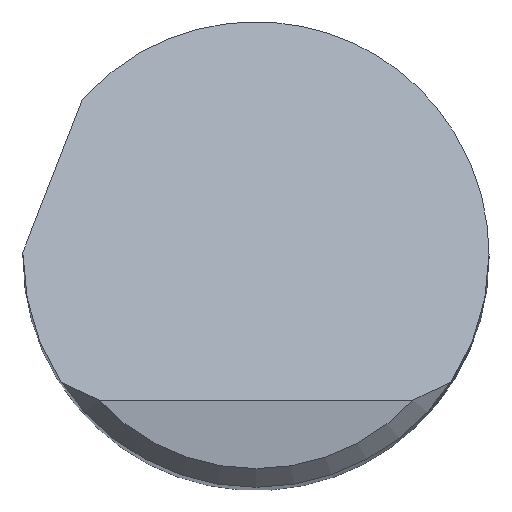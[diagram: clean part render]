
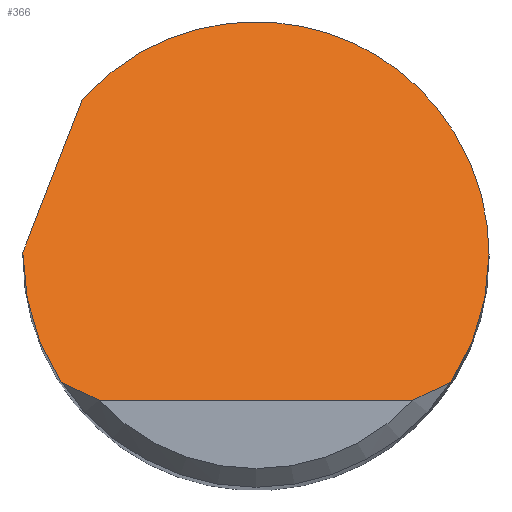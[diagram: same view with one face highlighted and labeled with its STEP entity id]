
A CAD part, top view. The second image highlights one B-rep face of the part: STEP entity #366.
In plain terms, the highlighted planar face has unit normal (0, 0.707, 0.707).
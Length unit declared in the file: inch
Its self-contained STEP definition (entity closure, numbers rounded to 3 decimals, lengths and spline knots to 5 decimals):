
#4 = CARTESIAN_POINT ( 'NONE',  ( -0.14711, -0.10785, 1.99035 ) ) ;
#12 = CARTESIAN_POINT ( 'NONE',  ( 0.12629, -0.1175, 2. ) ) ;
#69 = EDGE_CURVE ( 'NONE', #678, #507, #107, .T. ) ;
#72 = CARTESIAN_POINT ( 'NONE',  ( -0.00341, 0.27733, 1.60517 ) ) ;
#76 = CARTESIAN_POINT ( 'NONE',  ( 0., -0.1175, 2. ) ) ;
#89 = AXIS2_PLACEMENT_3D ( 'NONE', #416, #668, #113 ) ;
#93 =( BOUNDED_CURVE ( )  B_SPLINE_CURVE ( 3, ( #158, #469, #472, #601 ),
 .UNSPECIFIED., .F., .F. ) 
 B_SPLINE_CURVE_WITH_KNOTS ( ( 4, 4 ),
 ( 4.13401, 4.71239 ),
 .UNSPECIFIED. ) 
 CURVE ( )  GEOMETRIC_REPRESENTATION_ITEM ( )  RATIONAL_B_SPLINE_CURVE ( ( 1., 0.972, 0.972, 1. ) ) 
 REPRESENTATION_ITEM ( '' )  );
#97 =( BOUNDED_CURVE ( )  B_SPLINE_CURVE ( 3, ( #178, #246, #723, #411 ),
 .UNSPECIFIED., .F., .F. ) 
 B_SPLINE_CURVE_WITH_KNOTS ( ( 4, 4 ),
 ( 1.5708, 2.14917 ),
 .UNSPECIFIED. ) 
 CURVE ( )  GEOMETRIC_REPRESENTATION_ITEM ( )  RATIONAL_B_SPLINE_CURVE ( ( 1., 0.972, 0.972, 1. ) ) 
 REPRESENTATION_ITEM ( '' )  );
#107 = LINE ( 'NONE', #374, #697 ) ;
#113 = DIRECTION ( 'NONE',  ( 0., 0.707, -0.707 ) ) ;
#142 = CARTESIAN_POINT ( 'NONE',  ( -0.13971, 0.12505, 1.75745 ) ) ;
#158 = CARTESIAN_POINT ( 'NONE',  ( -0.157, -0.1025, 1.985 ) ) ;
#159 = PLANE ( 'NONE',  #89 ) ;
#165 = VECTOR ( 'NONE', #615, 39.37008 ) ;
#177 = CARTESIAN_POINT ( 'NONE',  ( -0.12629, -0.1175, 2. ) ) ;
#178 = CARTESIAN_POINT ( 'NONE',  ( 0.1875, 0., 1.8825 ) ) ;
#195 = B_SPLINE_CURVE_WITH_KNOTS ( 'NONE', 3,
 ( #818, #254, #742, #501 ),
 .UNSPECIFIED., .F., .F.,
 ( 4, 4 ),
 ( 0., 0.00095 ),
 .UNSPECIFIED. ) ;
#198 = ORIENTED_EDGE ( 'NONE', *, *, #767, .F. ) ;
#200 = VERTEX_POINT ( 'NONE', #263 ) ;
#215 = VERTEX_POINT ( 'NONE', #12 ) ;
#224 = VERTEX_POINT ( 'NONE', #599 ) ;
#246 = CARTESIAN_POINT ( 'NONE',  ( 0.1875, -0.03666, 1.91916 ) ) ;
#247 = DIRECTION ( 'NONE',  ( 0.265, 0.682, -0.682 ) ) ;
#254 = CARTESIAN_POINT ( 'NONE',  ( 0.1369, -0.11288, 1.99538 ) ) ;
#263 = CARTESIAN_POINT ( 'NONE',  ( -0.1875, 0., 1.8825 ) ) ;
#270 = CARTESIAN_POINT ( 'NONE',  ( -0.157, -0.1025, 1.985 ) ) ;
#275 = CARTESIAN_POINT ( 'NONE',  ( -0.12629, -0.1175, 2. ) ) ;
#279 = EDGE_CURVE ( 'NONE', #224, #579, #443, .T. ) ;
#305 = EDGE_CURVE ( 'NONE', #507, #547, #537, .T. ) ;
#341 = ORIENTED_EDGE ( 'NONE', *, *, #560, .T. ) ;
#366 = ADVANCED_FACE ( 'NONE', ( #798 ), #159, .F. ) ;
#367 =( BOUNDED_CURVE ( )  B_SPLINE_CURVE ( 3, ( #375, #753, #563, #618 ),
 .UNSPECIFIED., .F., .F. ) 
 B_SPLINE_CURVE_WITH_KNOTS ( ( 4, 4 ),
 ( 4.71239, 4.72306 ),
 .UNSPECIFIED. ) 
 CURVE ( )  GEOMETRIC_REPRESENTATION_ITEM ( )  RATIONAL_B_SPLINE_CURVE ( ( 1., 1., 1., 1. ) ) 
 REPRESENTATION_ITEM ( '' )  );
#374 = CARTESIAN_POINT ( 'NONE',  ( -0.23064, -0.10912, 1.99162 ) ) ;
#375 = CARTESIAN_POINT ( 'NONE',  ( -0.1875, 0., 1.8825 ) ) ;
#389 = EDGE_LOOP ( 'NONE', ( #662, #341, #700, #748, #719, #741, #198, #604 ) ) ;
#411 = CARTESIAN_POINT ( 'NONE',  ( 0.157, -0.1025, 1.985 ) ) ;
#416 = CARTESIAN_POINT ( 'NONE',  ( -0.1875, -0.1175, 2. ) ) ;
#438 = CARTESIAN_POINT ( 'NONE',  ( 0.1875, 0., 1.8825 ) ) ;
#443 = B_SPLINE_CURVE_WITH_KNOTS ( 'NONE', 3,
 ( #270, #4, #784, #275 ),
 .UNSPECIFIED., .F., .F.,
 ( 4, 4 ),
 ( 0., 0.00095 ),
 .UNSPECIFIED. ) ;
#446 = CARTESIAN_POINT ( 'NONE',  ( -0.18749, 0.002, 1.8805 ) ) ;
#455 = EDGE_CURVE ( 'NONE', #579, #215, #546, .T. ) ;
#469 = CARTESIAN_POINT ( 'NONE',  ( -0.17704, -0.0718, 1.9543 ) ) ;
#472 = CARTESIAN_POINT ( 'NONE',  ( -0.1875, -0.03666, 1.91916 ) ) ;
#481 = CARTESIAN_POINT ( 'NONE',  ( 0.157, -0.1025, 1.985 ) ) ;
#495 = VERTEX_POINT ( 'NONE', #481 ) ;
#501 = CARTESIAN_POINT ( 'NONE',  ( 0.157, -0.1025, 1.985 ) ) ;
#507 = VERTEX_POINT ( 'NONE', #679 ) ;
#535 = EDGE_CURVE ( 'NONE', #547, #495, #97, .T. ) ;
#537 =( BOUNDED_CURVE ( )  B_SPLINE_CURVE ( 3, ( #142, #72, #652, #718 ),
 .UNSPECIFIED., .F., .T. ) 
 B_SPLINE_CURVE_WITH_KNOTS ( ( 4, 4 ),
 ( 5.44247, 7.85398 ),
 .UNSPECIFIED. ) 
 CURVE ( )  GEOMETRIC_REPRESENTATION_ITEM ( )  RATIONAL_B_SPLINE_CURVE ( ( 1., 0.571, 0.571, 1. ) ) 
 REPRESENTATION_ITEM ( '' )  );
#546 = LINE ( 'NONE', #76, #165 ) ;
#547 = VERTEX_POINT ( 'NONE', #438 ) ;
#555 = EDGE_CURVE ( 'NONE', #200, #678, #367, .T. ) ;
#560 = EDGE_CURVE ( 'NONE', #215, #495, #195, .T. ) ;
#563 = CARTESIAN_POINT ( 'NONE',  ( -0.1875, 0.00133, 1.88117 ) ) ;
#579 = VERTEX_POINT ( 'NONE', #177 ) ;
#599 = CARTESIAN_POINT ( 'NONE',  ( -0.157, -0.1025, 1.985 ) ) ;
#601 = CARTESIAN_POINT ( 'NONE',  ( -0.1875, 0., 1.8825 ) ) ;
#604 = ORIENTED_EDGE ( 'NONE', *, *, #279, .T. ) ;
#615 = DIRECTION ( 'NONE',  ( 1., 0., 0. ) ) ;
#618 = CARTESIAN_POINT ( 'NONE',  ( -0.18749, 0.002, 1.8805 ) ) ;
#652 = CARTESIAN_POINT ( 'NONE',  ( 0.1875, 0.20437, 1.67813 ) ) ;
#662 = ORIENTED_EDGE ( 'NONE', *, *, #455, .T. ) ;
#668 = DIRECTION ( 'NONE',  ( 0., -0.707, -0.707 ) ) ;
#678 = VERTEX_POINT ( 'NONE', #446 ) ;
#679 = CARTESIAN_POINT ( 'NONE',  ( -0.13971, 0.12505, 1.75745 ) ) ;
#697 = VECTOR ( 'NONE', #247, 39.37008 ) ;
#700 = ORIENTED_EDGE ( 'NONE', *, *, #535, .F. ) ;
#718 = CARTESIAN_POINT ( 'NONE',  ( 0.1875, 0., 1.8825 ) ) ;
#719 = ORIENTED_EDGE ( 'NONE', *, *, #69, .F. ) ;
#723 = CARTESIAN_POINT ( 'NONE',  ( 0.17704, -0.0718, 1.9543 ) ) ;
#741 = ORIENTED_EDGE ( 'NONE', *, *, #555, .F. ) ;
#742 = CARTESIAN_POINT ( 'NONE',  ( 0.14711, -0.10785, 1.99035 ) ) ;
#748 = ORIENTED_EDGE ( 'NONE', *, *, #305, .F. ) ;
#753 = CARTESIAN_POINT ( 'NONE',  ( -0.1875, 0.00067, 1.88183 ) ) ;
#767 = EDGE_CURVE ( 'NONE', #224, #200, #93, .T. ) ;
#784 = CARTESIAN_POINT ( 'NONE',  ( -0.1369, -0.11288, 1.99538 ) ) ;
#798 = FACE_OUTER_BOUND ( 'NONE', #389, .T. ) ;
#818 = CARTESIAN_POINT ( 'NONE',  ( 0.12629, -0.1175, 2. ) ) ;
